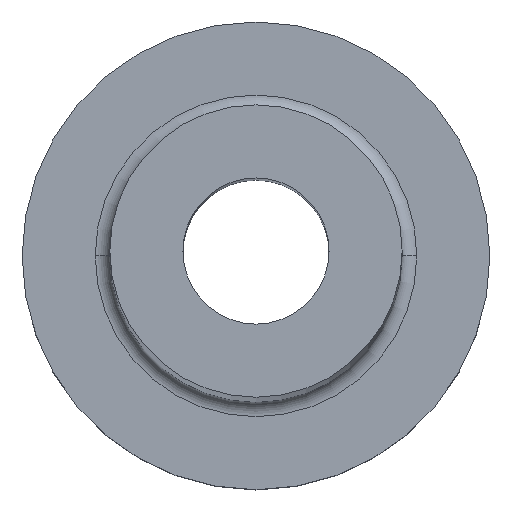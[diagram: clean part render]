
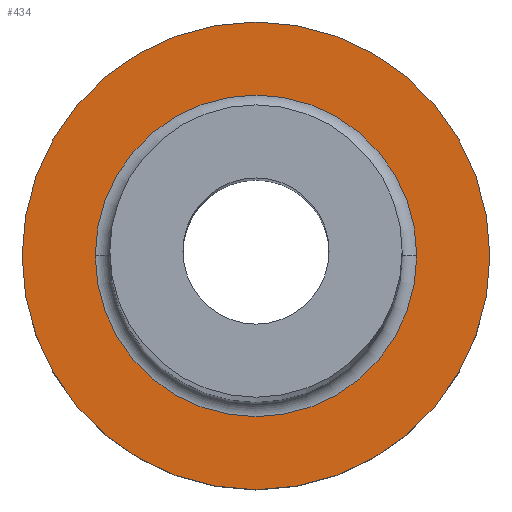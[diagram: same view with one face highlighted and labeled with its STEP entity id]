
A CAD part, top view. The second image highlights one B-rep face of the part: STEP entity #434.
In plain terms, the highlighted planar face has unit normal (0, 0, 1).
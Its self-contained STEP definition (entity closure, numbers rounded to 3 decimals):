
#1 = CIRCLE ( 'NONE', #333, 8. ) ;
#3 = FACE_BOUND ( 'NONE', #288, .T. ) ;
#4 = DIRECTION ( 'NONE',  ( 1., 0., 0. ) ) ;
#8 = ORIENTED_EDGE ( 'NONE', *, *, #242, .T. ) ;
#38 = DIRECTION ( 'NONE',  ( 0., 0., 1. ) ) ;
#39 = CARTESIAN_POINT ( 'NONE',  ( 8., 0., 5. ) ) ;
#74 = CARTESIAN_POINT ( 'NONE',  ( 0., 0., 5. ) ) ;
#85 = DIRECTION ( 'NONE',  ( 0., 0., 1. ) ) ;
#86 = ORIENTED_EDGE ( 'NONE', *, *, #405, .T. ) ;
#88 = CARTESIAN_POINT ( 'NONE',  ( 0., 0., 5. ) ) ;
#96 = VERTEX_POINT ( 'NONE', #361 ) ;
#104 = DIRECTION ( 'NONE',  ( 1., 0., 0. ) ) ;
#108 = CARTESIAN_POINT ( 'NONE',  ( 0., 0., 5. ) ) ;
#118 = CARTESIAN_POINT ( 'NONE',  ( 0., 0., 5. ) ) ;
#128 = CIRCLE ( 'NONE', #260, 5.5 ) ;
#137 = AXIS2_PLACEMENT_3D ( 'NONE', #108, #143, #104 ) ;
#143 = DIRECTION ( 'NONE',  ( 0., 0., -1. ) ) ;
#149 = DIRECTION ( 'NONE',  ( 1., 0., 0. ) ) ;
#150 = VERTEX_POINT ( 'NONE', #39 ) ;
#167 = EDGE_CURVE ( 'NONE', #150, #444, #284, .T. ) ;
#187 = EDGE_LOOP ( 'NONE', ( #8, #345 ) ) ;
#196 = AXIS2_PLACEMENT_3D ( 'NONE', #74, #38, #4 ) ;
#204 = EDGE_CURVE ( 'NONE', #340, #96, #128, .T. ) ;
#216 = DIRECTION ( 'NONE',  ( 0., 0., -1. ) ) ;
#225 = DIRECTION ( 'NONE',  ( 1., 0., 0. ) ) ;
#242 = EDGE_CURVE ( 'NONE', #444, #150, #1, .T. ) ;
#249 = FACE_OUTER_BOUND ( 'NONE', #187, .T. ) ;
#260 = AXIS2_PLACEMENT_3D ( 'NONE', #88, #216, #225 ) ;
#262 = CARTESIAN_POINT ( 'NONE',  ( 0., 0., 5. ) ) ;
#284 = CIRCLE ( 'NONE', #349, 8. ) ;
#288 = EDGE_LOOP ( 'NONE', ( #86, #326 ) ) ;
#326 = ORIENTED_EDGE ( 'NONE', *, *, #204, .T. ) ;
#333 = AXIS2_PLACEMENT_3D ( 'NONE', #262, #407, #449 ) ;
#340 = VERTEX_POINT ( 'NONE', #460 ) ;
#345 = ORIENTED_EDGE ( 'NONE', *, *, #167, .T. ) ;
#348 = CARTESIAN_POINT ( 'NONE',  ( -8., 0., 5. ) ) ;
#349 = AXIS2_PLACEMENT_3D ( 'NONE', #118, #85, #149 ) ;
#361 = CARTESIAN_POINT ( 'NONE',  ( 5.5, 0., 5. ) ) ;
#383 = CIRCLE ( 'NONE', #137, 5.5 ) ;
#392 = PLANE ( 'NONE',  #196 ) ;
#405 = EDGE_CURVE ( 'NONE', #96, #340, #383, .T. ) ;
#407 = DIRECTION ( 'NONE',  ( 0., 0., 1. ) ) ;
#434 = ADVANCED_FACE ( 'NONE', ( #3, #249 ), #392, .T. ) ;
#444 = VERTEX_POINT ( 'NONE', #348 ) ;
#449 = DIRECTION ( 'NONE',  ( 1., 0., 0. ) ) ;
#460 = CARTESIAN_POINT ( 'NONE',  ( -5.5, 0., 5. ) ) ;
